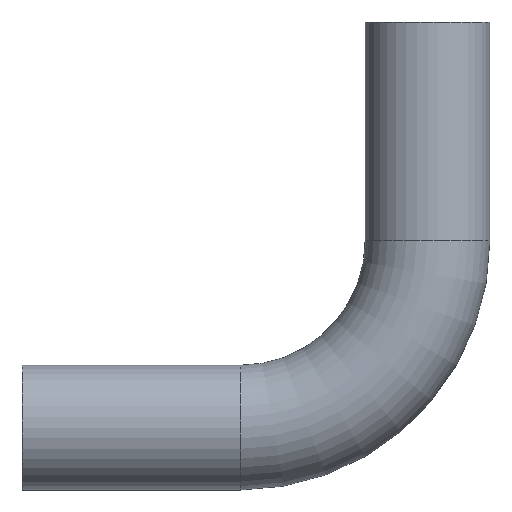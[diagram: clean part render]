
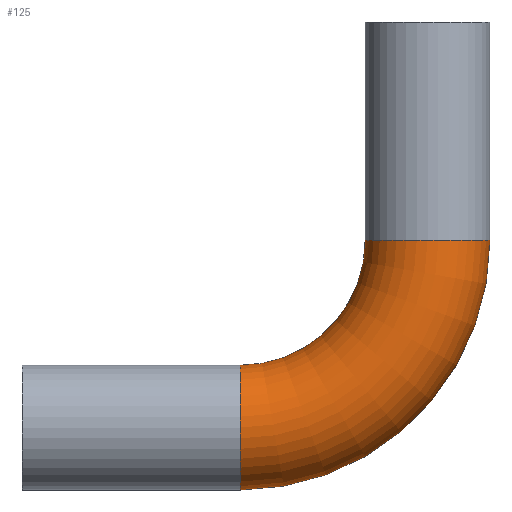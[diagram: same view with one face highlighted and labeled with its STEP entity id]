
A CAD part, top view. The second image highlights one B-rep face of the part: STEP entity #125.
In plain terms, the highlighted toroidal (fillet/blend) face has major radius 300 mm and minor radius 100 mm.
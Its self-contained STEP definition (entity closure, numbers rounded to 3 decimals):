
#20=TOROIDAL_SURFACE('',#161,300.,100.);
#25=FACE_OUTER_BOUND('',#33,.T.);
#33=EDGE_LOOP('',(#102,#103,#104,#105,#106,#107));
#53=CIRCLE('',#159,100.);
#54=CIRCLE('',#160,100.);
#55=CIRCLE('',#162,200.);
#56=CIRCLE('',#163,100.);
#57=CIRCLE('',#164,100.);
#64=VERTEX_POINT('',#233);
#65=VERTEX_POINT('',#235);
#66=VERTEX_POINT('',#239);
#67=VERTEX_POINT('',#241);
#78=EDGE_CURVE('',#64,#65,#53,.T.);
#79=EDGE_CURVE('',#65,#64,#54,.T.);
#80=EDGE_CURVE('',#65,#66,#55,.T.);
#81=EDGE_CURVE('',#66,#67,#56,.T.);
#82=EDGE_CURVE('',#67,#66,#57,.T.);
#102=ORIENTED_EDGE('',*,*,#79,.F.);
#103=ORIENTED_EDGE('',*,*,#80,.T.);
#104=ORIENTED_EDGE('',*,*,#81,.T.);
#105=ORIENTED_EDGE('',*,*,#82,.T.);
#106=ORIENTED_EDGE('',*,*,#80,.F.);
#107=ORIENTED_EDGE('',*,*,#78,.F.);
#125=ADVANCED_FACE('',(#25),#20,.T.);
#159=AXIS2_PLACEMENT_3D('',#236,#194,#195);
#160=AXIS2_PLACEMENT_3D('',#237,#196,#197);
#161=AXIS2_PLACEMENT_3D('',#238,#198,#199);
#162=AXIS2_PLACEMENT_3D('',#240,#200,#201);
#163=AXIS2_PLACEMENT_3D('',#242,#202,#203);
#164=AXIS2_PLACEMENT_3D('',#243,#204,#205);
#194=DIRECTION('center_axis',(0.,1.,0.));
#195=DIRECTION('ref_axis',(-1.,0.,0.));
#196=DIRECTION('center_axis',(0.,1.,0.));
#197=DIRECTION('ref_axis',(-1.,0.,0.));
#198=DIRECTION('center_axis',(0.,0.,1.));
#199=DIRECTION('ref_axis',(1.,0.,0.));
#200=DIRECTION('center_axis',(0.,0.,-1.));
#201=DIRECTION('ref_axis',(1.,0.,0.));
#202=DIRECTION('center_axis',(1.,0.,0.));
#203=DIRECTION('ref_axis',(0.,1.,0.));
#204=DIRECTION('center_axis',(1.,0.,0.));
#205=DIRECTION('ref_axis',(0.,1.,0.));
#233=CARTESIAN_POINT('',(750.,300.,0.));
#235=CARTESIAN_POINT('',(550.,300.,0.));
#236=CARTESIAN_POINT('Origin',(650.,300.,0.));
#237=CARTESIAN_POINT('Origin',(650.,300.,0.));
#238=CARTESIAN_POINT('Origin',(350.,300.,0.));
#239=CARTESIAN_POINT('',(350.,100.,0.));
#240=CARTESIAN_POINT('Origin',(350.,300.,0.));
#241=CARTESIAN_POINT('',(350.,-100.,0.));
#242=CARTESIAN_POINT('Origin',(350.,0.,0.));
#243=CARTESIAN_POINT('Origin',(350.,0.,0.));
